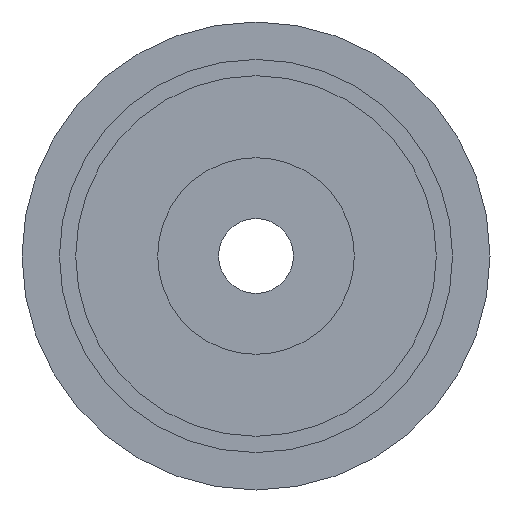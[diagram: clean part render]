
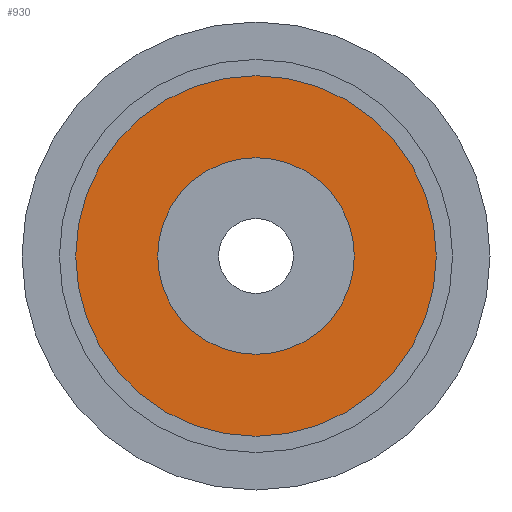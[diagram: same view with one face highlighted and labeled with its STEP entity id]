
A CAD part, front view. The second image highlights one B-rep face of the part: STEP entity #930.
In plain terms, the highlighted planar face has unit normal (0, -1, 0).
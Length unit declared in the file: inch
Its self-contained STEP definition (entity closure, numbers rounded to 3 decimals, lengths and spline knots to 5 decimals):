
#29 = AXIS2_PLACEMENT_3D ( 'NONE', #650, #654, #655 ) ;
#30 = AXIS2_PLACEMENT_3D ( 'NONE', #656, #657, #658 ) ;
#76 = CIRCLE ( 'NONE', #882, 0.2625 ) ;
#86 = CIRCLE ( 'NONE', #906, 0.4815 ) ;
#94 = CIRCLE ( 'NONE', #29, 0.4815 ) ;
#95 = CIRCLE ( 'NONE', #30, 0.2625 ) ;
#153 = FACE_BOUND ( 'NONE', #281, .T. ) ;
#155 = FACE_OUTER_BOUND ( 'NONE', #279, .T. ) ;
#163 = AXIS2_PLACEMENT_3D ( 'NONE', #755, #756, #757 ) ;
#202 = EDGE_CURVE ( 'NONE', #302, #300, #76, .T. ) ;
#239 = ORIENTED_EDGE ( 'NONE', *, *, #915, .T. ) ;
#240 = ORIENTED_EDGE ( 'NONE', *, *, #202, .F. ) ;
#242 = ORIENTED_EDGE ( 'NONE', *, *, #859, .T. ) ;
#243 = ORIENTED_EDGE ( 'NONE', *, *, #916, .F. ) ;
#279 = EDGE_LOOP ( 'NONE', ( #239, #242 ) ) ;
#281 = EDGE_LOOP ( 'NONE', ( #240, #243 ) ) ;
#300 = VERTEX_POINT ( 'NONE', #478 ) ;
#302 = VERTEX_POINT ( 'NONE', #480 ) ;
#304 = VERTEX_POINT ( 'NONE', #482 ) ;
#305 = VERTEX_POINT ( 'NONE', #483 ) ;
#472 = CARTESIAN_POINT ( 'NONE',  ( 0., 0., 0. ) ) ;
#473 = DIRECTION ( 'NONE',  ( 0., -1., 0. ) ) ;
#474 = DIRECTION ( 'NONE',  ( 0., 0., -1. ) ) ;
#478 = CARTESIAN_POINT ( 'NONE',  ( 0., 0., -0.2625 ) ) ;
#480 = CARTESIAN_POINT ( 'NONE',  ( 0., 0., 0.2625 ) ) ;
#482 = CARTESIAN_POINT ( 'NONE',  ( 0., 0., 0.4815 ) ) ;
#483 = CARTESIAN_POINT ( 'NONE',  ( 0., 0., -0.4815 ) ) ;
#617 = CARTESIAN_POINT ( 'NONE',  ( 0., 0., 0. ) ) ;
#624 = DIRECTION ( 'NONE',  ( 0., -1., 0. ) ) ;
#625 = DIRECTION ( 'NONE',  ( 0., 0., -1. ) ) ;
#650 = CARTESIAN_POINT ( 'NONE',  ( 0., 0., 0. ) ) ;
#654 = DIRECTION ( 'NONE',  ( 0., -1., 0. ) ) ;
#655 = DIRECTION ( 'NONE',  ( 0., 0., -1. ) ) ;
#656 = CARTESIAN_POINT ( 'NONE',  ( 0., 0., 0. ) ) ;
#657 = DIRECTION ( 'NONE',  ( 0., -1., 0. ) ) ;
#658 = DIRECTION ( 'NONE',  ( 0., 0., -1. ) ) ;
#754 = PLANE ( 'NONE',  #163 ) ;
#755 = CARTESIAN_POINT ( 'NONE',  ( 0., 0., 0. ) ) ;
#756 = DIRECTION ( 'NONE',  ( 0., -1., 0. ) ) ;
#757 = DIRECTION ( 'NONE',  ( 0., 0., -1. ) ) ;
#859 = EDGE_CURVE ( 'NONE', #305, #304, #86, .T. ) ;
#882 = AXIS2_PLACEMENT_3D ( 'NONE', #472, #473, #474 ) ;
#906 = AXIS2_PLACEMENT_3D ( 'NONE', #617, #624, #625 ) ;
#915 = EDGE_CURVE ( 'NONE', #304, #305, #94, .T. ) ;
#916 = EDGE_CURVE ( 'NONE', #300, #302, #95, .T. ) ;
#930 = ADVANCED_FACE ( 'NONE', ( #155, #153 ), #754, .T. ) ;
